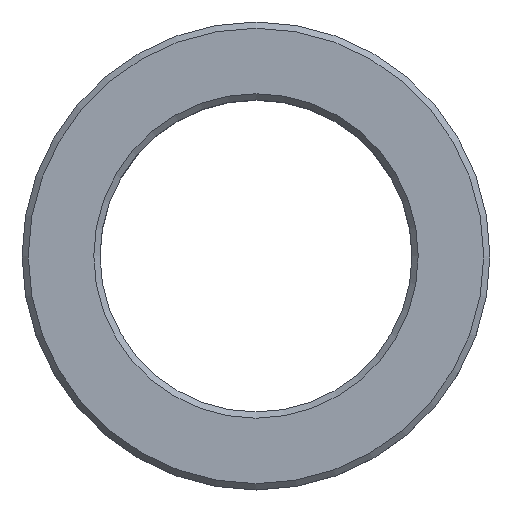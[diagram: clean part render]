
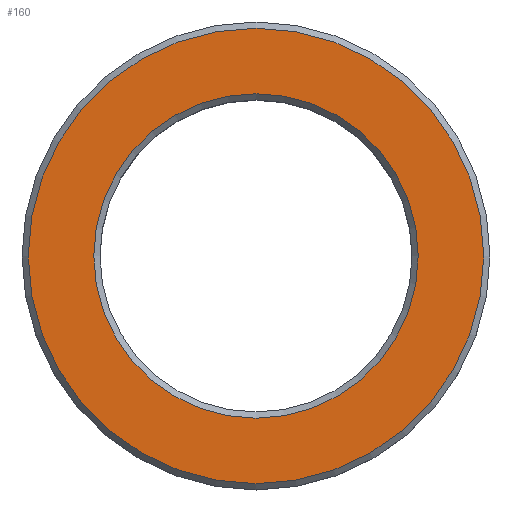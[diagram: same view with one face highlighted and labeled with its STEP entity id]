
A CAD part, top view. The second image highlights one B-rep face of the part: STEP entity #160.
In plain terms, the highlighted planar face has unit normal (0, 0, 1).
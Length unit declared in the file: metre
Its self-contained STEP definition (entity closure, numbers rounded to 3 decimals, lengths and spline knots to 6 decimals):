
#160=ADVANCED_FACE('',(#189,#190),#191,.T.);
#189=FACE_BOUND('',#4308,.T.);
#190=FACE_OUTER_BOUND('',#4309,.T.);
#191=PLANE('',#4310);
#4308=EDGE_LOOP('',(#8452));
#4309=EDGE_LOOP('',(#8453));
#4310=AXIS2_PLACEMENT_3D('',#8454,#8455,#8456);
#8452=ORIENTED_EDGE('',*,*,#8513,.T.);
#8453=ORIENTED_EDGE('',*,*,#8506,.F.);
#8454=CARTESIAN_POINT('',(0.0292,0.0,0.025));
#8455=DIRECTION('',(0.0,0.,1.0));
#8456=DIRECTION('',(0.0,-1.0,0.));
#8506=EDGE_CURVE('',#8537,#8537,#8538,.T.);
#8513=EDGE_CURVE('',#8549,#8549,#8550,.T.);
#8537=VERTEX_POINT('',#8633);
#8538=CIRCLE('',#8634,0.0292);
#8549=VERTEX_POINT('',#8695);
#8550=CIRCLE('',#8696,0.0208);
#8633=CARTESIAN_POINT('',(0.0,0.0292,0.025));
#8634=AXIS2_PLACEMENT_3D('',#8723,#8724,#8725);
#8695=CARTESIAN_POINT('',(0.0,0.0208,0.025));
#8696=AXIS2_PLACEMENT_3D('',#8738,#8739,#8740);
#8723=CARTESIAN_POINT('',(0.0,0.0,0.025));
#8724=DIRECTION('',(0.0,0.,-1.0));
#8725=DIRECTION('',(0.0,1.0,0.));
#8738=CARTESIAN_POINT('',(0.0,0.0,0.025));
#8739=DIRECTION('',(0.0,0.,-1.0));
#8740=DIRECTION('',(0.0,1.0,0.));
